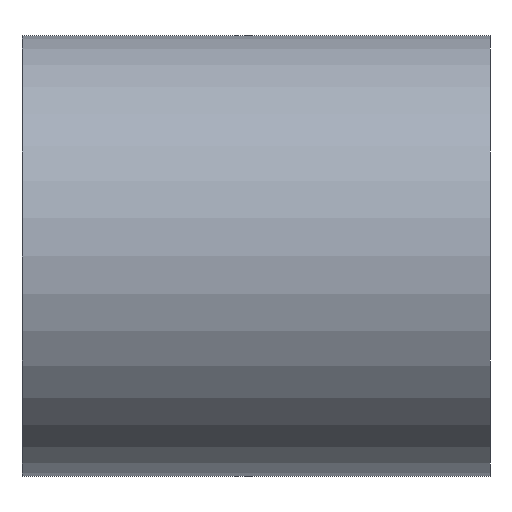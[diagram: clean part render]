
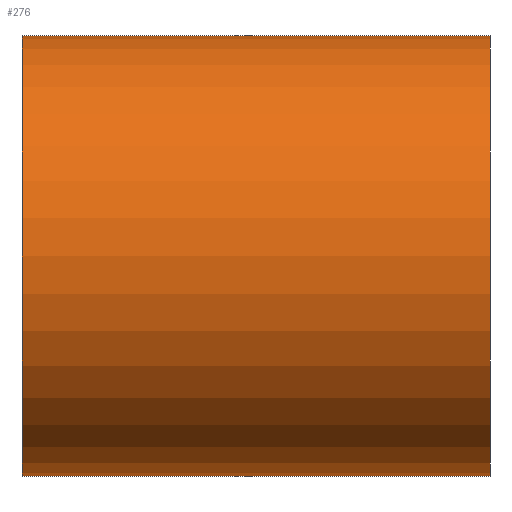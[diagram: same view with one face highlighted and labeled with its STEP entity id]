
A CAD part, left-side view. The second image highlights one B-rep face of the part: STEP entity #276.
In plain terms, the highlighted cylindrical face has radius 25.4 mm (diameter 50.8 mm), a partial arc.
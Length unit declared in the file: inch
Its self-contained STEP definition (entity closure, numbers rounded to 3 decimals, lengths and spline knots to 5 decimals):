
#126 = AXIS2_PLACEMENT_3D ( 'NONE', #3519, #573, #3046 ) ;
#129 = CARTESIAN_POINT ( 'NONE',  ( 0., -1.0625, -1. ) ) ;
#133 = CARTESIAN_POINT ( 'NONE',  ( 0., -1.0625, 1. ) ) ;
#276 = ADVANCED_FACE ( 'NONE', ( #2153 ), #4024, .T. ) ;
#374 = EDGE_LOOP ( 'NONE', ( #3547, #6100, #4439, #674 ) ) ;
#393 = EDGE_CURVE ( 'NONE', #2842, #4520, #3588, .T. ) ;
#573 = DIRECTION ( 'NONE',  ( 0., -1., 0. ) ) ;
#645 = CARTESIAN_POINT ( 'NONE',  ( 0., -0.625, 0. ) ) ;
#674 = ORIENTED_EDGE ( 'NONE', *, *, #3997, .F. ) ;
#860 = CARTESIAN_POINT ( 'NONE',  ( 0., 1.0625, 0. ) ) ;
#947 = DIRECTION ( 'NONE',  ( 0., -1., 0. ) ) ;
#1118 = CARTESIAN_POINT ( 'NONE',  ( 0., 1.0625, 1. ) ) ;
#1151 = LINE ( 'NONE', #2330, #1837 ) ;
#1306 = DIRECTION ( 'NONE',  ( 0., -1., 0. ) ) ;
#1788 = DIRECTION ( 'NONE',  ( 0., 0., -1. ) ) ;
#1837 = VECTOR ( 'NONE', #2749, 39.37008 ) ;
#1901 = VERTEX_POINT ( 'NONE', #129 ) ;
#2153 = FACE_OUTER_BOUND ( 'NONE', #374, .T. ) ;
#2330 = CARTESIAN_POINT ( 'NONE',  ( 0., -0.625, -1. ) ) ;
#2518 = AXIS2_PLACEMENT_3D ( 'NONE', #860, #1306, #1788 ) ;
#2618 = CARTESIAN_POINT ( 'NONE',  ( 0., 1.0625, -1. ) ) ;
#2749 = DIRECTION ( 'NONE',  ( 0., -1., 0. ) ) ;
#2754 = EDGE_CURVE ( 'NONE', #2842, #3219, #4094, .T. ) ;
#2810 = CIRCLE ( 'NONE', #126, 1. ) ;
#2842 = VERTEX_POINT ( 'NONE', #1118 ) ;
#3046 = DIRECTION ( 'NONE',  ( 0., 0., -1. ) ) ;
#3219 = VERTEX_POINT ( 'NONE', #2618 ) ;
#3507 = DIRECTION ( 'NONE',  ( 0., -1., 0. ) ) ;
#3519 = CARTESIAN_POINT ( 'NONE',  ( 0., -1.0625, 0. ) ) ;
#3547 = ORIENTED_EDGE ( 'NONE', *, *, #393, .F. ) ;
#3588 = LINE ( 'NONE', #4271, #5376 ) ;
#3997 = EDGE_CURVE ( 'NONE', #4520, #1901, #2810, .T. ) ;
#4024 = CYLINDRICAL_SURFACE ( 'NONE', #4331, 1. ) ;
#4094 = CIRCLE ( 'NONE', #2518, 1. ) ;
#4271 = CARTESIAN_POINT ( 'NONE',  ( 0., -0.625, 1. ) ) ;
#4331 = AXIS2_PLACEMENT_3D ( 'NONE', #645, #3507, #5389 ) ;
#4439 = ORIENTED_EDGE ( 'NONE', *, *, #4796, .T. ) ;
#4520 = VERTEX_POINT ( 'NONE', #133 ) ;
#4796 = EDGE_CURVE ( 'NONE', #3219, #1901, #1151, .T. ) ;
#5376 = VECTOR ( 'NONE', #947, 39.37008 ) ;
#5389 = DIRECTION ( 'NONE',  ( 0., 0., -1. ) ) ;
#6100 = ORIENTED_EDGE ( 'NONE', *, *, #2754, .T. ) ;
